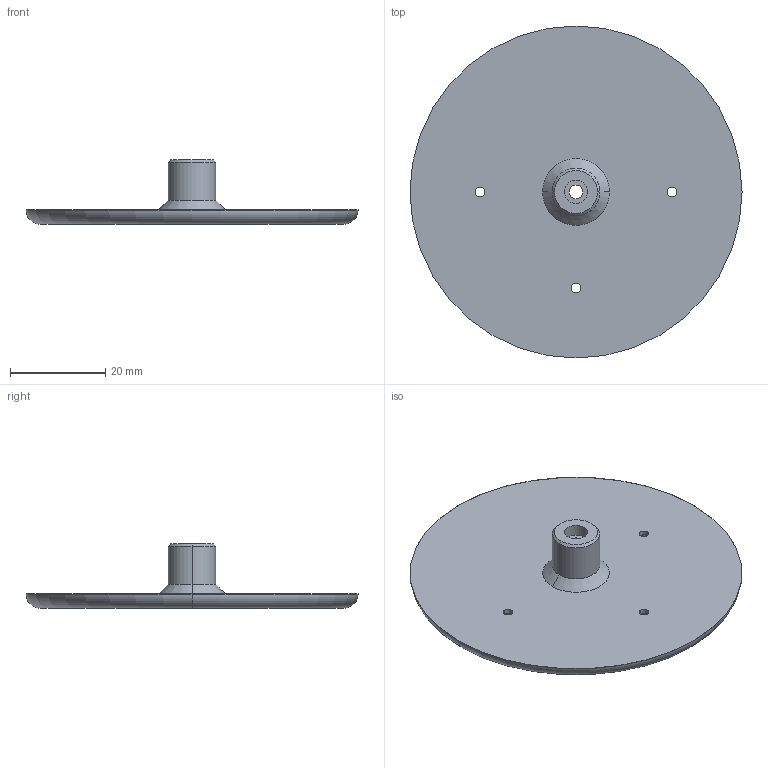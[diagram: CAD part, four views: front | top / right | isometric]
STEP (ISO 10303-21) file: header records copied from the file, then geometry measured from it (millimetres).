
FILE_DESCRIPTION(('STEP AP214'),'1');
FILE_NAME('1.stp','2022-05-08T03:27:47',(' '),(' '),'Spatial InterOp 3D',' ',' ');
FILE_SCHEMA(('AUTOMOTIVE_DESIGN { 1 0 10303 214 1 1 1 1 }'));
Length unit declared in the file: metre
Products named in the file (2): 设计1; 底座下盖
Assembly tree (1 placements, depth 2):
  设计1
    底座下盖
Bounding box: 69.74 x 69.74 x 13.5 mm (x, y, z)
Volume: 11394.9 mm3; surface area: 8622.1 mm2
Topology: 1 solids, 1 shells, 44 faces, 94 edges, 58 vertices
Faces by surface type: cylinder 22, cone 12, plane 8, torus 2
Entity records: 1274 total; most frequent: DIRECTION 246, CARTESIAN_POINT 198, ORIENTED_EDGE 188, AXIS2_PLACEMENT_3D 106, EDGE_CURVE 94, CIRCLE 60, EDGE_LOOP 58, VERTEX_POINT 58
